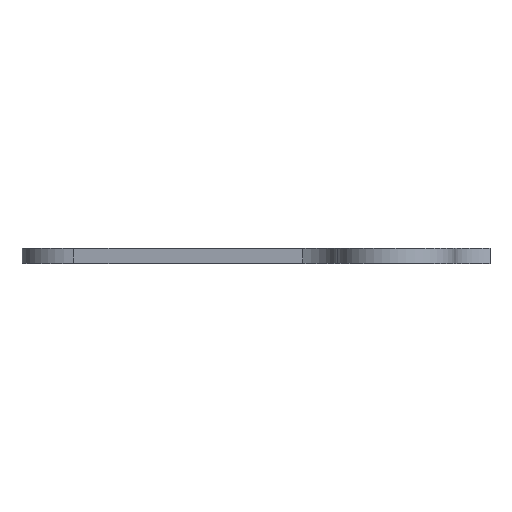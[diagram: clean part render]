
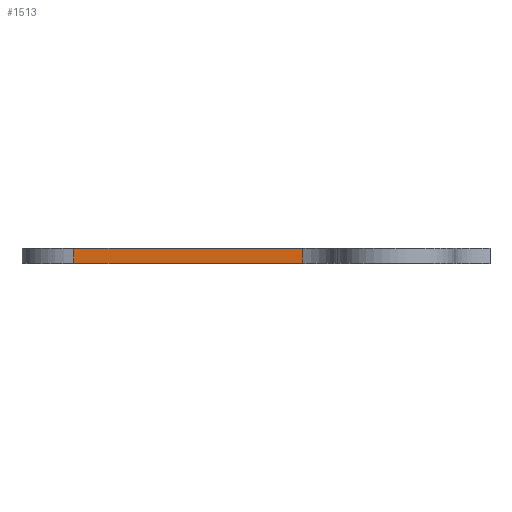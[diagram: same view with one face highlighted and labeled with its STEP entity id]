
A CAD part, top view. The second image highlights one B-rep face of the part: STEP entity #1513.
In plain terms, the highlighted free-form (B-spline) face has degree [1, 1] with [2, 2] control points.
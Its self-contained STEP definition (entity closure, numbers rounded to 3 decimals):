
#536=CARTESIAN_POINT('',(-68.905,0.0,12.421));
#537=VERTEX_POINT('',#536);
#553=CARTESIAN_POINT('',(-20.002,0.0,17.8));
#554=VERTEX_POINT('',#553);
#555=CARTESIAN_POINT('',(-20.002,0.0,17.8));
#556=CARTESIAN_POINT('',(-68.905,0.0,12.421));
#557=QUASI_UNIFORM_CURVE('',1,(#555,#556),.UNSPECIFIED.,.F.,.U.);
#558=EDGE_CURVE('',#554,#537,#557,.T.);
#716=CARTESIAN_POINT('',(-20.002,-3.2,17.8));
#717=VERTEX_POINT('',#716);
#731=CARTESIAN_POINT('',(-68.905,-3.2,12.421));
#732=VERTEX_POINT('',#731);
#733=CARTESIAN_POINT('',(-20.002,-3.2,17.8));
#734=CARTESIAN_POINT('',(-68.905,-3.2,12.421));
#735=QUASI_UNIFORM_CURVE('',1,(#733,#734),.UNSPECIFIED.,.F.,.U.);
#736=EDGE_CURVE('',#717,#732,#735,.T.);
#1490=CARTESIAN_POINT('',(-68.905,-3.2,12.421));
#1491=CARTESIAN_POINT('',(-68.905,0.0,12.421));
#1492=QUASI_UNIFORM_CURVE('',1,(#1490,#1491),.UNSPECIFIED.,.F.,.U.);
#1493=EDGE_CURVE('',#732,#537,#1492,.T.);
#1498=CARTESIAN_POINT('',(-17.559,-3.36,18.068));
#1499=CARTESIAN_POINT('',(-71.348,-3.36,12.152));
#1500=CARTESIAN_POINT('',(-17.559,0.16,18.068));
#1501=CARTESIAN_POINT('',(-71.348,0.16,12.152));
#1502=B_SPLINE_SURFACE_WITH_KNOTS('',1,1,((#1498,#1500),(#1499,#1501)),.UNSPECIFIED.,.F.,.F.,.U.,(2,2),(2,2),(0.0,54.113),(0.0,3.52),.UNSPECIFIED.);
#1503=ORIENTED_EDGE('',*,*,#558,.T.);
#1504=ORIENTED_EDGE('',*,*,#1493,.F.);
#1505=ORIENTED_EDGE('',*,*,#736,.F.);
#1506=CARTESIAN_POINT('',(-20.002,-3.2,17.8));
#1507=CARTESIAN_POINT('',(-20.002,0.0,17.8));
#1508=QUASI_UNIFORM_CURVE('',1,(#1506,#1507),.UNSPECIFIED.,.F.,.U.);
#1509=EDGE_CURVE('',#717,#554,#1508,.T.);
#1510=ORIENTED_EDGE('',*,*,#1509,.T.);
#1511=EDGE_LOOP('',(#1503,#1504,#1505,#1510));
#1512=FACE_OUTER_BOUND('',#1511,.T.);
#1513=ADVANCED_FACE('',(#1512),#1502,.F.);
